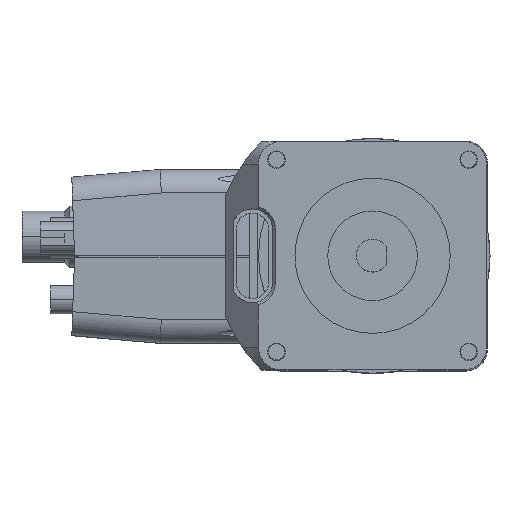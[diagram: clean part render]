
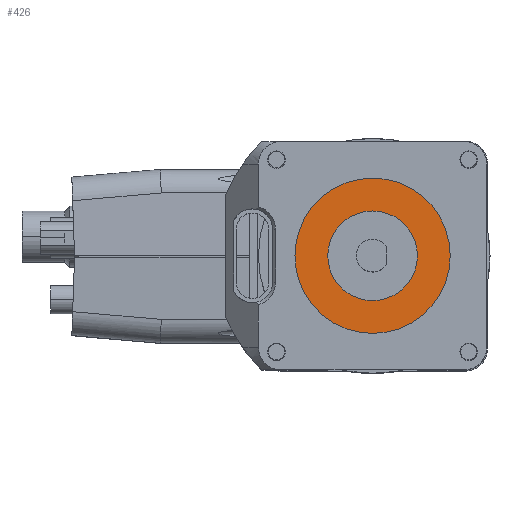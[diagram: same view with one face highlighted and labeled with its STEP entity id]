
A CAD part, top view. The second image highlights one B-rep face of the part: STEP entity #426.
In plain terms, the highlighted planar face has unit normal (0, 0, 1).
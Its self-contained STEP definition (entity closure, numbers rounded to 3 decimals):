
#426 = ADVANCED_FACE ( 'NONE', ( #13052, #14627 ), #14516, .T. ) ;
#847 = CIRCLE ( 'NONE', #4432, 11. ) ;
#983 = VERTEX_POINT ( 'NONE', #13353 ) ;
#1625 = CARTESIAN_POINT ( 'NONE',  ( 0., 0., 1.6 ) ) ;
#2560 = EDGE_LOOP ( 'NONE', ( #17051, #16197 ) ) ;
#2915 = DIRECTION ( 'NONE',  ( 0., 0., 1. ) ) ;
#4432 = AXIS2_PLACEMENT_3D ( 'NONE', #1625, #8253, #15073 ) ;
#5542 = AXIS2_PLACEMENT_3D ( 'NONE', #21444, #6331, #12933 ) ;
#5784 = AXIS2_PLACEMENT_3D ( 'NONE', #20086, #20419, #6777 ) ;
#6331 = DIRECTION ( 'NONE',  ( 0., 0., 1. ) ) ;
#6351 = ORIENTED_EDGE ( 'NONE', *, *, #21087, .F. ) ;
#6639 = CARTESIAN_POINT ( 'NONE',  ( 0., 0., 1.6 ) ) ;
#6777 = DIRECTION ( 'NONE',  ( 1., 0., 0. ) ) ;
#7191 = EDGE_LOOP ( 'NONE', ( #6351, #7897 ) ) ;
#7221 = AXIS2_PLACEMENT_3D ( 'NONE', #6639, #2915, #20295 ) ;
#7396 = EDGE_CURVE ( 'NONE', #983, #11838, #10938, .T. ) ;
#7486 = CARTESIAN_POINT ( 'NONE',  ( 11., 0., 1.6 ) ) ;
#7897 = ORIENTED_EDGE ( 'NONE', *, *, #8592, .F. ) ;
#8253 = DIRECTION ( 'NONE',  ( 0., 0., 1. ) ) ;
#8592 = EDGE_CURVE ( 'NONE', #10737, #16343, #847, .T. ) ;
#9376 = CARTESIAN_POINT ( 'NONE',  ( 0., 0., 1.6 ) ) ;
#10737 = VERTEX_POINT ( 'NONE', #7486 ) ;
#10938 = CIRCLE ( 'NONE', #21662, 19.05 ) ;
#11838 = VERTEX_POINT ( 'NONE', #20227 ) ;
#12933 = DIRECTION ( 'NONE',  ( 1., 0., 0. ) ) ;
#13052 = FACE_OUTER_BOUND ( 'NONE', #2560, .T. ) ;
#13353 = CARTESIAN_POINT ( 'NONE',  ( 19.05, 0., 1.6 ) ) ;
#14516 = PLANE ( 'NONE',  #5542 ) ;
#14627 = FACE_BOUND ( 'NONE', #7191, .T. ) ;
#14644 = DIRECTION ( 'NONE',  ( 0., 0., 1. ) ) ;
#15073 = DIRECTION ( 'NONE',  ( 1., 0., 0. ) ) ;
#15435 = CIRCLE ( 'NONE', #5784, 19.05 ) ;
#16197 = ORIENTED_EDGE ( 'NONE', *, *, #7396, .T. ) ;
#16343 = VERTEX_POINT ( 'NONE', #19461 ) ;
#17051 = ORIENTED_EDGE ( 'NONE', *, *, #20650, .T. ) ;
#19461 = CARTESIAN_POINT ( 'NONE',  ( -11., 0., 1.6 ) ) ;
#20086 = CARTESIAN_POINT ( 'NONE',  ( 0., 0., 1.6 ) ) ;
#20096 = CIRCLE ( 'NONE', #7221, 11. ) ;
#20227 = CARTESIAN_POINT ( 'NONE',  ( -19.05, 0., 1.6 ) ) ;
#20295 = DIRECTION ( 'NONE',  ( 1., 0., 0. ) ) ;
#20419 = DIRECTION ( 'NONE',  ( 0., 0., 1. ) ) ;
#20650 = EDGE_CURVE ( 'NONE', #11838, #983, #15435, .T. ) ;
#21087 = EDGE_CURVE ( 'NONE', #16343, #10737, #20096, .T. ) ;
#21444 = CARTESIAN_POINT ( 'NONE',  ( 0., 0., 1.6 ) ) ;
#21662 = AXIS2_PLACEMENT_3D ( 'NONE', #9376, #14644, #21801 ) ;
#21801 = DIRECTION ( 'NONE',  ( 1., 0., 0. ) ) ;
